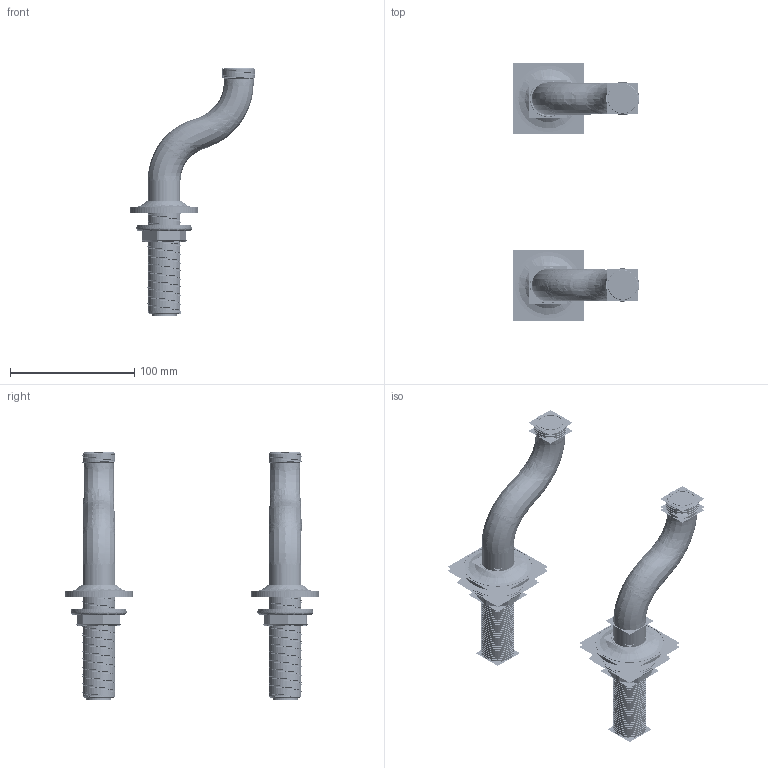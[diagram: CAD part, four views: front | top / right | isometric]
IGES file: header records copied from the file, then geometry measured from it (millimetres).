
Start section:  PTC IGES file: t18.igs
Global section: file name: t18.igs; native system: Pro/ENGINEER by Parametric Technology Corporation; preprocessor: 2010280; author: Administrator; organization: Unknown; date: 20200814.095915; units: millimetre
Bounding box: 102.02 x 207.27 x 199.21 mm (x, y, z)
Volume: 921.5 mm3; surface area: 793848.3 mm2
Topology: 2 solids, 55 shells, 1424 faces, 11256 edges, 16722 vertices
Faces by surface type: revolution 1184, bspline 240
